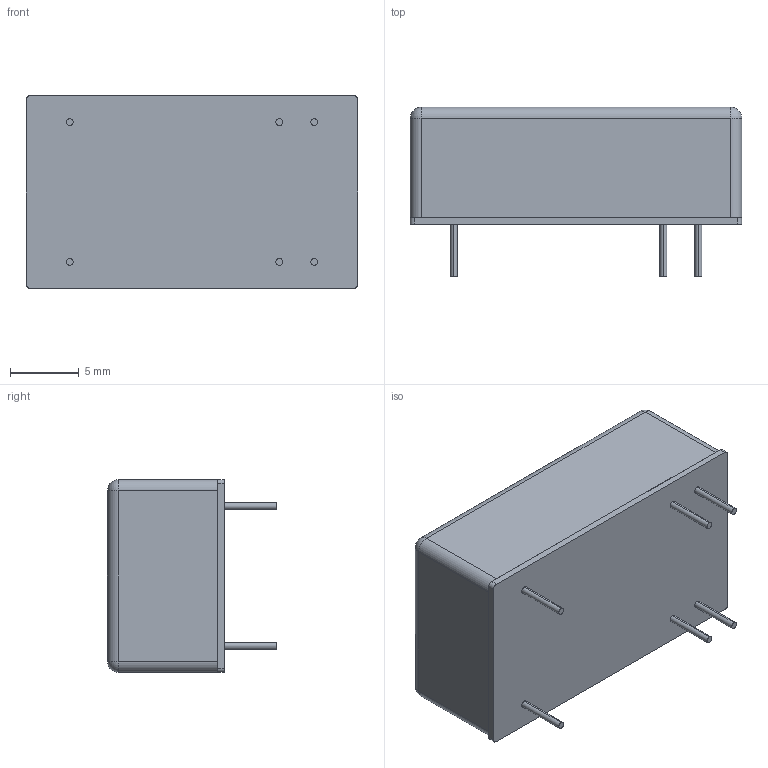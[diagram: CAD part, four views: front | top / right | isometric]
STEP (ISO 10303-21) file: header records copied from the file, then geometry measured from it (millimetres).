
FILE_DESCRIPTION (( 'STEP AP214' ), '1' );
FILE_NAME ('tel10wi.STEP', '2017-11-24T15:21:04', ( '' ), ( '' ), 'SwSTEP 2.0', 'SolidWorks 2013', '' );
FILE_SCHEMA (( 'AUTOMOTIVE_DESIGN' ));
Length unit declared in the file: millimetre
Products named in the file (4): tel10wi-pin; tel10wi-cover; tel10-base; tel10wi
Assembly tree (8 placements, depth 2):
  tel10wi
    tel10-base
    tel10wi-cover
    tel10wi-pin  x6
Bounding box: 24.1 x 12.3 x 14 mm (x, y, z)
Volume: 395.4 mm3; surface area: 2554.4 mm2
Topology: 8 solids, 8 shells, 81 faces, 176 edges, 104 vertices
Faces by surface type: cylinder 44, plane 29, sphere 8
Entity records: 1948 total; most frequent: DIRECTION 350, CARTESIAN_POINT 294, ORIENTED_EDGE 276, AXIS2_PLACEMENT_3D 140, EDGE_CURVE 138, VERTEX_POINT 84, EDGE_LOOP 74, VECTOR 70
